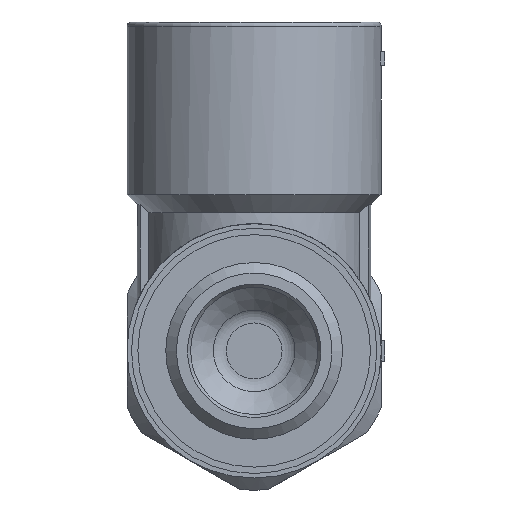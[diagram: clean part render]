
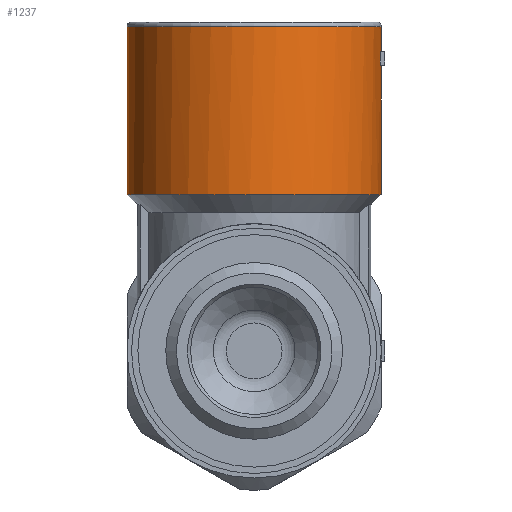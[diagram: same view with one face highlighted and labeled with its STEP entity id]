
A CAD part, front view. The second image highlights one B-rep face of the part: STEP entity #1237.
In plain terms, the highlighted cylindrical face has radius 7 mm (diameter 14 mm), a full revolution.
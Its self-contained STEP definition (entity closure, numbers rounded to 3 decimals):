
#126=LINE('',#2136,#208);
#127=LINE('',#2146,#209);
#128=LINE('',#2150,#210);
#129=LINE('',#2154,#211);
#208=VECTOR('',#1638,1000.);
#209=VECTOR('',#1647,1000.);
#210=VECTOR('',#1650,1000.);
#211=VECTOR('',#1653,1000.);
#268=ELLIPSE('',#1382,8.349,7.);
#269=ELLIPSE('',#1384,8.349,7.);
#423=ORIENTED_EDGE('',*,*,#635,.F.);
#424=ORIENTED_EDGE('',*,*,#698,.T.);
#425=ORIENTED_EDGE('',*,*,#699,.T.);
#426=ORIENTED_EDGE('',*,*,#700,.T.);
#427=ORIENTED_EDGE('',*,*,#701,.T.);
#428=ORIENTED_EDGE('',*,*,#702,.T.);
#429=ORIENTED_EDGE('',*,*,#703,.T.);
#430=ORIENTED_EDGE('',*,*,#704,.T.);
#431=ORIENTED_EDGE('',*,*,#705,.T.);
#432=ORIENTED_EDGE('',*,*,#706,.T.);
#433=ORIENTED_EDGE('',*,*,#707,.T.);
#434=ORIENTED_EDGE('',*,*,#708,.T.);
#435=ORIENTED_EDGE('',*,*,#697,.T.);
#635=EDGE_CURVE('',#798,#798,#905,.T.);
#697=EDGE_CURVE('',#848,#848,#937,.T.);
#698=EDGE_CURVE('',#849,#850,#938,.T.);
#699=EDGE_CURVE('',#850,#851,#126,.T.);
#700=EDGE_CURVE('',#851,#852,#939,.T.);
#701=EDGE_CURVE('',#852,#853,#268,.T.);
#702=EDGE_CURVE('',#853,#854,#940,.T.);
#703=EDGE_CURVE('',#854,#855,#269,.T.);
#704=EDGE_CURVE('',#855,#856,#127,.T.);
#705=EDGE_CURVE('',#856,#857,#941,.T.);
#706=EDGE_CURVE('',#857,#858,#128,.T.);
#707=EDGE_CURVE('',#858,#859,#942,.T.);
#708=EDGE_CURVE('',#859,#849,#129,.F.);
#798=VERTEX_POINT('',#1926);
#848=VERTEX_POINT('',#2131);
#849=VERTEX_POINT('',#2134);
#850=VERTEX_POINT('',#2135);
#851=VERTEX_POINT('',#2137);
#852=VERTEX_POINT('',#2139);
#853=VERTEX_POINT('',#2141);
#854=VERTEX_POINT('',#2143);
#855=VERTEX_POINT('',#2145);
#856=VERTEX_POINT('',#2147);
#857=VERTEX_POINT('',#2149);
#858=VERTEX_POINT('',#2151);
#859=VERTEX_POINT('',#2153);
#905=CIRCLE('',#1313,7.);
#937=CIRCLE('',#1378,7.);
#938=CIRCLE('',#1380,7.);
#939=CIRCLE('',#1381,7.);
#940=CIRCLE('',#1383,7.);
#941=CIRCLE('',#1385,7.);
#942=CIRCLE('',#1386,7.);
#1013=EDGE_LOOP('',(#423));
#1014=EDGE_LOOP('',(#424,#425,#426,#427,#428,#429,#430,#431,#432,#433,#434));
#1015=EDGE_LOOP('',(#435));
#1127=FACE_BOUND('',#1013,.T.);
#1128=FACE_BOUND('',#1014,.T.);
#1129=FACE_BOUND('',#1015,.T.);
#1193=CYLINDRICAL_SURFACE('',#1379,7.);
#1237=ADVANCED_FACE('',(#1127,#1128,#1129),#1193,.T.);
#1313=AXIS2_PLACEMENT_3D('',#1925,#1484,#1485);
#1378=AXIS2_PLACEMENT_3D('',#2130,#1632,#1633);
#1379=AXIS2_PLACEMENT_3D('',#2132,#1634,#1635);
#1380=AXIS2_PLACEMENT_3D('',#2133,#1636,#1637);
#1381=AXIS2_PLACEMENT_3D('',#2138,#1639,#1640);
#1382=AXIS2_PLACEMENT_3D('',#2140,#1641,#1642);
#1383=AXIS2_PLACEMENT_3D('',#2142,#1643,#1644);
#1384=AXIS2_PLACEMENT_3D('',#2144,#1645,#1646);
#1385=AXIS2_PLACEMENT_3D('',#2148,#1648,#1649);
#1386=AXIS2_PLACEMENT_3D('',#2152,#1651,#1652);
#1484=DIRECTION('',(0.,0.,-1.));
#1485=DIRECTION('',(-1.,0.,0.));
#1632=DIRECTION('',(0.,0.,-1.));
#1633=DIRECTION('',(-1.,0.,0.));
#1634=DIRECTION('',(0.,0.,-1.));
#1635=DIRECTION('',(-1.,0.,0.));
#1636=DIRECTION('',(0.,0.,1.));
#1637=DIRECTION('',(1.,0.,0.));
#1638=DIRECTION('',(0.,0.,-1.));
#1639=DIRECTION('',(0.,0.,1.));
#1640=DIRECTION('',(1.,0.,0.));
#1641=DIRECTION('',(0.,-0.545,-0.838));
#1642=DIRECTION('',(0.,0.838,-0.545));
#1643=DIRECTION('',(0.,0.,1.));
#1644=DIRECTION('',(1.,0.,0.));
#1645=DIRECTION('',(0.,0.545,0.838));
#1646=DIRECTION('',(0.,0.838,-0.545));
#1647=DIRECTION('',(0.,0.,-1.));
#1648=DIRECTION('',(0.,0.,-1.));
#1649=DIRECTION('',(-1.,0.,0.));
#1650=DIRECTION('',(0.,0.,-1.));
#1651=DIRECTION('',(0.,0.,-1.));
#1652=DIRECTION('',(-1.,0.,0.));
#1653=DIRECTION('',(0.,0.,-1.));
#1925=CARTESIAN_POINT('',(0.,11.2,8.6));
#1926=CARTESIAN_POINT('',(-7.,11.2,8.6));
#2130=CARTESIAN_POINT('',(0.,11.2,17.85));
#2131=CARTESIAN_POINT('',(-7.,11.2,17.85));
#2132=CARTESIAN_POINT('',(0.,11.2,0.));
#2133=CARTESIAN_POINT('',(0.,11.2,16.48));
#2134=CARTESIAN_POINT('',(6.948,10.35,16.48));
#2135=CARTESIAN_POINT('',(6.976,10.616,16.48));
#2136=CARTESIAN_POINT('',(6.976,10.616,0.));
#2137=CARTESIAN_POINT('',(6.976,10.616,16.233));
#2138=CARTESIAN_POINT('',(0.,11.2,16.233));
#2139=CARTESIAN_POINT('',(6.968,11.87,16.233));
#2140=CARTESIAN_POINT('',(0.,11.2,16.669));
#2141=CARTESIAN_POINT('',(6.994,11.49,16.48));
#2142=CARTESIAN_POINT('',(0.,11.2,16.48));
#2143=CARTESIAN_POINT('',(6.968,11.87,16.48));
#2144=CARTESIAN_POINT('',(0.,11.2,16.916));
#2145=CARTESIAN_POINT('',(6.921,12.25,16.233));
#2146=CARTESIAN_POINT('',(6.921,12.25,0.));
#2147=CARTESIAN_POINT('',(6.921,12.25,15.967));
#2148=CARTESIAN_POINT('',(0.,11.2,15.967));
#2149=CARTESIAN_POINT('',(6.976,10.616,15.967));
#2150=CARTESIAN_POINT('',(6.976,10.616,0.));
#2151=CARTESIAN_POINT('',(6.976,10.616,15.72));
#2152=CARTESIAN_POINT('',(0.,11.2,15.72));
#2153=CARTESIAN_POINT('',(6.948,10.35,15.72));
#2154=CARTESIAN_POINT('',(6.948,10.35,0.));
